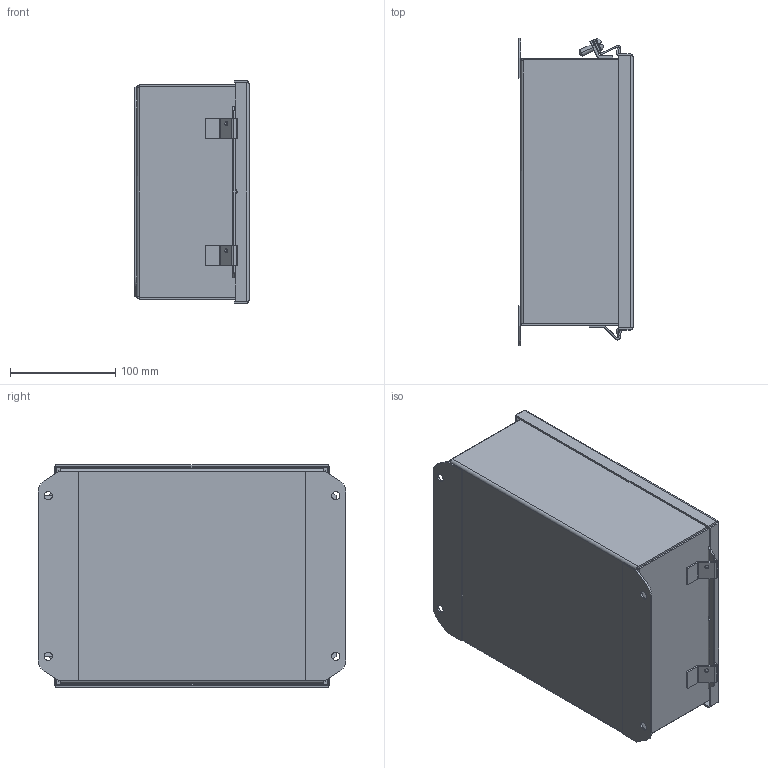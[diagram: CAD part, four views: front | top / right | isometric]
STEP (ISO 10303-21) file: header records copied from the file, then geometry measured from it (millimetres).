
FILE_DESCRIPTION (( 'STEP AP214' ), '1' );
FILE_NAME ('HJ1084LP.STEP', '2019-09-05T13:49:28', ( '' ), ( '' ), 'SwSTEP 2.0', 'SolidWorks 2018', '' );
FILE_SCHEMA (( 'AUTOMOTIVE_DESIGN' ));
Length unit declared in the file: inch
Products named in the file (1): HJ1084LP
Bounding box: 108.43 x 292.1 x 211.12 mm (x, y, z)
Volume: 486372 mm3; surface area: 529802 mm2
Topology: 19 solids, 20 shells, 625 faces, 1514 edges, 931 vertices
Faces by surface type: plane 341, cylinder 158, bspline 66, cone 52, torus 8
Entity records: 30126 total; most frequent: CARTESIAN_POINT 7530, ORIENTED_EDGE 3000, DIRECTION 2810, EDGE_CURVE 1500, LINE 970, VECTOR 970, VERTEX_POINT 931, AXIS2_PLACEMENT_3D 920
